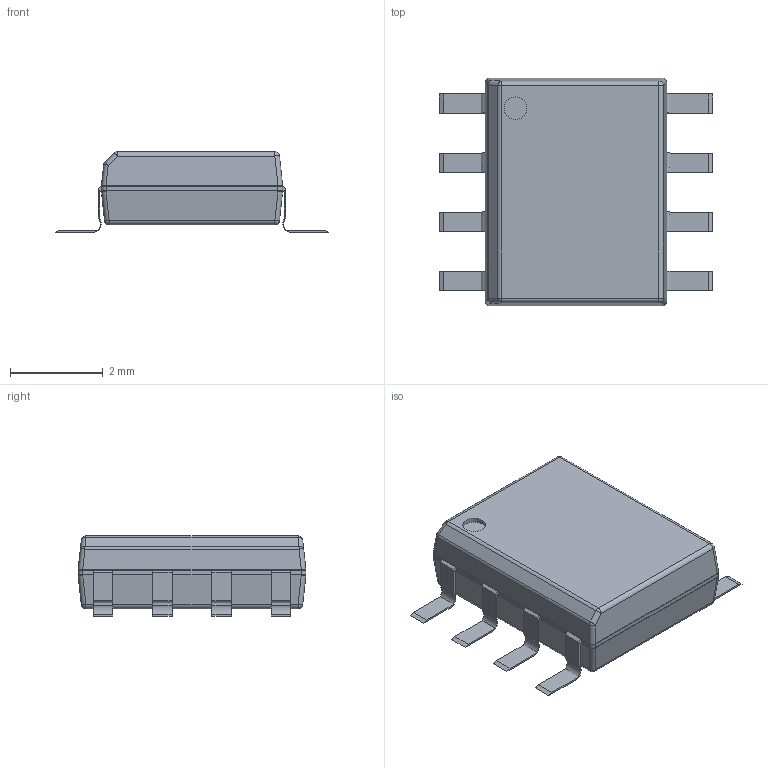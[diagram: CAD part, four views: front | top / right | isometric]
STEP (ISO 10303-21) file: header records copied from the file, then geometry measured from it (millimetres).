
FILE_DESCRIPTION(('Open CASCADE Model'),'2;1');
FILE_NAME('Open CASCADE Shape Model','2021-10-24T16:49:56',('Author'),( 'Open CASCADE'),'Open CASCADE STEP processor 6.8','Open CASCADE 6.8' ,'Unknown');
FILE_SCHEMA(('AUTOMOTIVE_DESIGN_CC2 { 1 2 10303 214 -1 1 5 4 }'));
Length unit declared in the file: millimetre
Products named in the file (5): SOIC127P600X175-8N.step; Open CASCADE STEP translator 6.8 7.1; Body; Open CASCADE STEP translator 6.8 7.2.1; Leader
Assembly tree (11 placements, depth 3):
  SOIC127P600X175-8N.step
    Open CASCADE STEP translator 6.8 7.1
    Body
      Open CASCADE STEP translator 6.8 7.2.1
    Leader  x8
Bounding box: 5.88 x 4.9 x 1.73 mm (x, y, z)
Volume: 29 mm3; surface area: 76.7 mm2
Topology: 9 solids, 10 shells, 211 faces, 426 edges, 225 vertices
Faces by surface type: plane 129, cylinder 64, sphere 10, bspline 8
Full cylindrical faces by diameter (mm): 0.487 x1
Entity records: 5262 total; most frequent: CARTESIAN_POINT 1929, DIRECTION 553, ORIENTED_EDGE 327, PCURVE 327, DEFINITIONAL_REPRESENTATION 327, LINE 287, VECTOR 287, EDGE_CURVE 164
